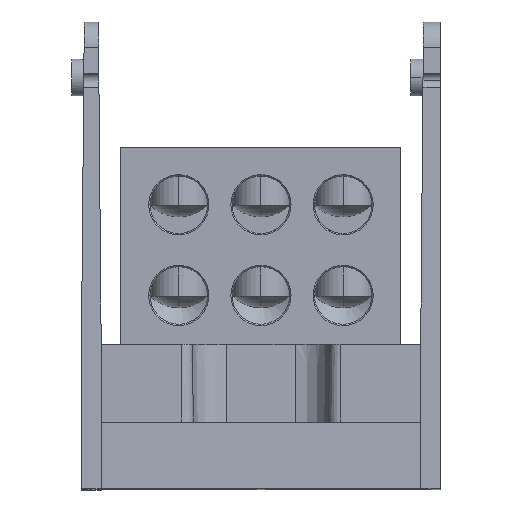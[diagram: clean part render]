
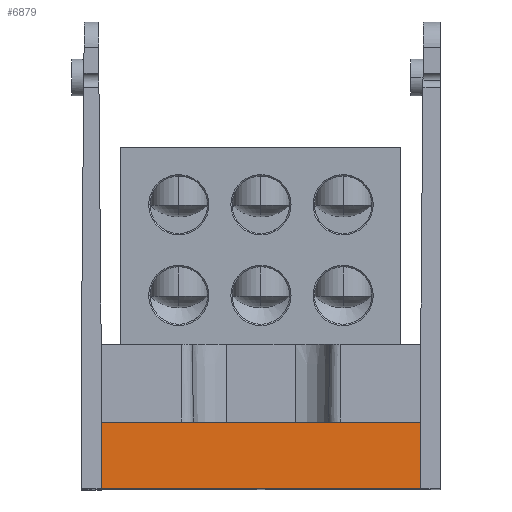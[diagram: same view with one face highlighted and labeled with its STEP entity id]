
A CAD part, top view. The second image highlights one B-rep face of the part: STEP entity #6879.
In plain terms, the highlighted planar face has unit normal (0, 0.035, 0.999).
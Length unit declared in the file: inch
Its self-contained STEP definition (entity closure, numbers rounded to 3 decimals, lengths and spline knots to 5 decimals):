
#1231 = ORIENTED_EDGE ( 'NONE', *, *, #56035, .T. ) ;
#2381 = ORIENTED_EDGE ( 'NONE', *, *, #40209, .F. ) ;
#3196 = ORIENTED_EDGE ( 'NONE', *, *, #42433, .T. ) ;
#6879 = ADVANCED_FACE ( 'NONE', ( #12128 ), #50003, .T. ) ;
#8274 = CARTESIAN_POINT ( 'NONE',  ( 1.215, 0.5, 2.73254 ) ) ;
#9013 = DIRECTION ( 'NONE',  ( 0., -0.999, 0.035 ) ) ;
#9580 = ORIENTED_EDGE ( 'NONE', *, *, #46471, .F. ) ;
#11888 = CARTESIAN_POINT ( 'NONE',  ( -1.215, 0., 2.75 ) ) ;
#12128 = FACE_OUTER_BOUND ( 'NONE', #22097, .T. ) ;
#12624 = VERTEX_POINT ( 'NONE', #47533 ) ;
#14730 = CARTESIAN_POINT ( 'NONE',  ( -1.215, 0.5, 2.73254 ) ) ;
#16379 = DIRECTION ( 'NONE',  ( 1., 0., 0. ) ) ;
#18734 = DIRECTION ( 'NONE',  ( 0., 0.035, 0.999 ) ) ;
#19009 = CARTESIAN_POINT ( 'NONE',  ( 1.215, 0., 2.75 ) ) ;
#22097 = EDGE_LOOP ( 'NONE', ( #9580, #2381, #1231, #3196 ) ) ;
#23766 = VERTEX_POINT ( 'NONE', #47010 ) ;
#24780 = LINE ( 'NONE', #19009, #36795 ) ;
#24802 = LINE ( 'NONE', #11888, #47330 ) ;
#25256 = VECTOR ( 'NONE', #9013, 39.37008 ) ;
#27283 = VERTEX_POINT ( 'NONE', #8274 ) ;
#31899 = LINE ( 'NONE', #39982, #54365 ) ;
#36795 = VECTOR ( 'NONE', #45932, 39.37008 ) ;
#39982 = CARTESIAN_POINT ( 'NONE',  ( -1.215, 0.5, 2.73254 ) ) ;
#40209 = EDGE_CURVE ( 'NONE', #50473, #27283, #31899, .T. ) ;
#40434 = CARTESIAN_POINT ( 'NONE',  ( -1.215, 0., 2.75 ) ) ;
#42433 = EDGE_CURVE ( 'NONE', #12624, #23766, #24802, .T. ) ;
#44507 = DIRECTION ( 'NONE',  ( 1., 0., 0. ) ) ;
#45669 = CARTESIAN_POINT ( 'NONE',  ( -1.215, 0., 2.75 ) ) ;
#45932 = DIRECTION ( 'NONE',  ( 0., -0.999, 0.035 ) ) ;
#46471 = EDGE_CURVE ( 'NONE', #27283, #23766, #24780, .T. ) ;
#47010 = CARTESIAN_POINT ( 'NONE',  ( 1.215, 0., 2.75 ) ) ;
#47330 = VECTOR ( 'NONE', #16379, 39.37008 ) ;
#47533 = CARTESIAN_POINT ( 'NONE',  ( -1.215, 0., 2.75 ) ) ;
#49188 = LINE ( 'NONE', #40434, #25256 ) ;
#50003 = PLANE ( 'NONE',  #56597 ) ;
#50193 = DIRECTION ( 'NONE',  ( 0., -0.999, 0.035 ) ) ;
#50473 = VERTEX_POINT ( 'NONE', #14730 ) ;
#54365 = VECTOR ( 'NONE', #44507, 39.37008 ) ;
#56035 = EDGE_CURVE ( 'NONE', #50473, #12624, #49188, .T. ) ;
#56597 = AXIS2_PLACEMENT_3D ( 'NONE', #45669, #18734, #50193 ) ;
